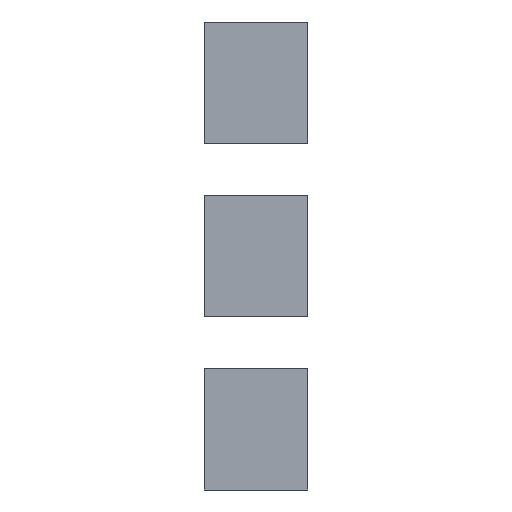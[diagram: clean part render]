
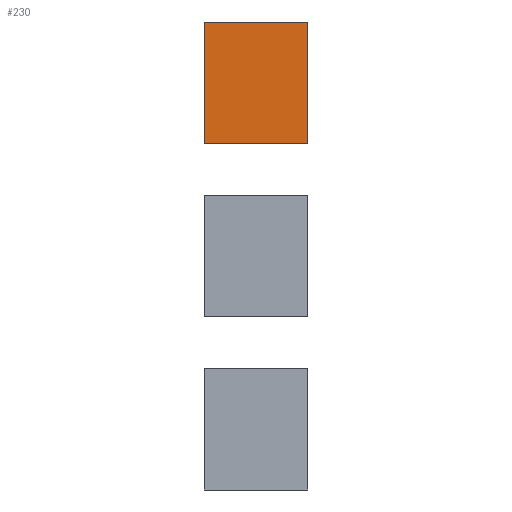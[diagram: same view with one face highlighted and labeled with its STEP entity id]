
A CAD part, left-side view. The second image highlights one B-rep face of the part: STEP entity #230.
In plain terms, the highlighted planar face has unit normal (-1, 0, 0).
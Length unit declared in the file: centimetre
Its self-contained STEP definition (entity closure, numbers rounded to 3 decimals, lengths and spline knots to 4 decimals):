
#230=ADVANCED_FACE('0:54',(#385),#386,.T.);
#385=FACE_OUTER_BOUND('',#496,.T.);
#386=PLANE('',#497);
#496=EDGE_LOOP('',(#533,#534,#535,#536));
#497=AXIS2_PLACEMENT_3D('',#537,#538,#539);
#533=ORIENTED_EDGE('',*,*,#582,.T.);
#534=ORIENTED_EDGE('',*,*,#583,.F.);
#535=ORIENTED_EDGE('',*,*,#580,.F.);
#536=ORIENTED_EDGE('',*,*,#584,.T.);
#537=CARTESIAN_POINT('',(-1.113,0.0,0.5));
#538=DIRECTION('',(-1.0,0.0,0.0));
#539=DIRECTION('',(0.0,0.0,1.0));
#580=EDGE_CURVE('0:92',#603,#601,#605,.T.);
#582=EDGE_CURVE('0:86',#607,#608,#609,.T.);
#583=EDGE_CURVE('0:89',#601,#608,#610,.F.);
#584=EDGE_CURVE('0:80',#603,#607,#611,.F.);
#601=VERTEX_POINT('',#632);
#603=VERTEX_POINT('',#635);
#605=LINE('',#638,#639);
#607=VERTEX_POINT('',#641);
#608=VERTEX_POINT('',#642);
#609=LINE('',#643,#644);
#610=LINE('',#645,#646);
#611=LINE('',#647,#648);
#632=CARTESIAN_POINT('',(-1.113,0.0,0.0));
#635=CARTESIAN_POINT('',(-1.113,0.0,1.396));
#638=CARTESIAN_POINT('',(-1.113,0.0,0.25));
#639=VECTOR('',#663,1.0);
#641=CARTESIAN_POINT('',(-1.113,1.19,1.396));
#642=CARTESIAN_POINT('',(-1.113,1.19,0.0));
#643=CARTESIAN_POINT('',(-1.113,1.19,0.25));
#644=VECTOR('',#664,1.0);
#645=CARTESIAN_POINT('',(-1.113,0.0,0.0));
#646=VECTOR('',#665,1.0);
#647=CARTESIAN_POINT('',(-1.113,0.0,1.396));
#648=VECTOR('',#666,1.0);
#663=DIRECTION('',(0.0,0.0,-1.0));
#664=DIRECTION('',(0.0,0.0,-1.0));
#665=DIRECTION('',(0.0,-1.0,0.0));
#666=DIRECTION('',(0.0,-1.0,0.0));
